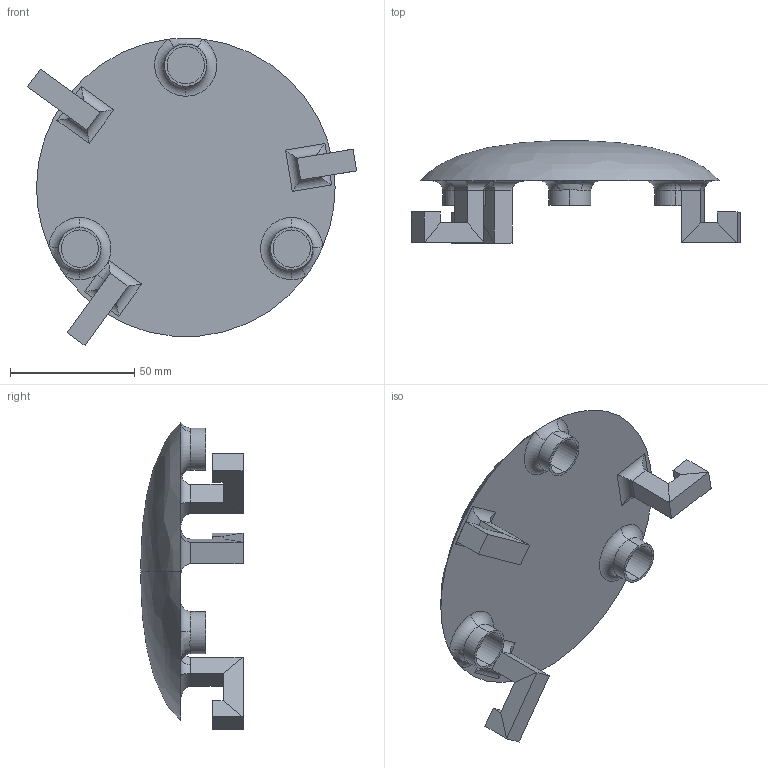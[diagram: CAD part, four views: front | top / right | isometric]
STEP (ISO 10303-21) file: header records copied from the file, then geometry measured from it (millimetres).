
FILE_DESCRIPTION (( 'STEP AP214' ), '1' );
FILE_NAME ('buzzer.STEP', '2025-01-27T16:36:19', ( '' ), ( '' ), 'SwSTEP 2.0', 'SolidWorks 2023', '' );
FILE_SCHEMA (( 'AUTOMOTIVE_DESIGN' ));
Length unit declared in the file: millimetre
Products named in the file (1): buzzer
Bounding box: 132.26 x 41.03 x 123.56 mm (x, y, z)
Volume: 42188.7 mm3; surface area: 55463.5 mm2
Topology: 1 solids, 2 shells, 128 faces, 282 edges, 163 vertices
Faces by surface type: plane 86, cylinder 26, bspline 8, torus 8
Entity records: 3850 total; most frequent: CARTESIAN_POINT 1081, DIRECTION 566, ORIENTED_EDGE 560, EDGE_CURVE 280, LINE 194, VECTOR 194, AXIS2_PLACEMENT_3D 186, VERTEX_POINT 163
